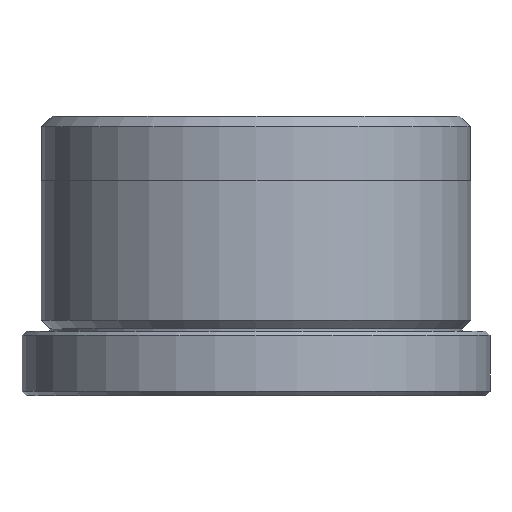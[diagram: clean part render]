
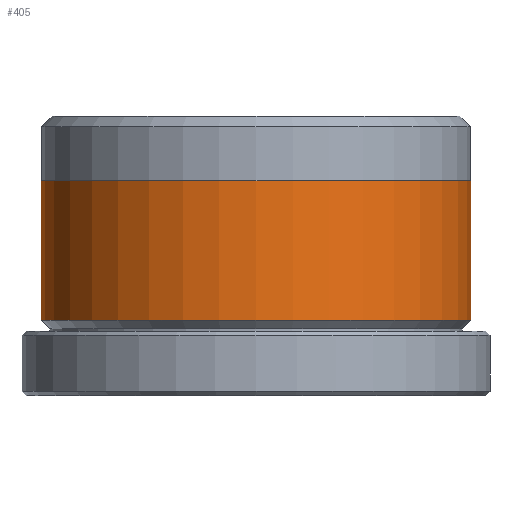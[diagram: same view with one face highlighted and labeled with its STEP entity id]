
A CAD part, front view. The second image highlights one B-rep face of the part: STEP entity #405.
In plain terms, the highlighted cylindrical face has radius 10 mm (diameter 20 mm), a partial arc.
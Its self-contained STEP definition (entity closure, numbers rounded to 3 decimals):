
#61 = DIRECTION ( 'NONE',  ( 1., 0., 0. ) ) ;
#92 = CARTESIAN_POINT ( 'NONE',  ( -10., 0., 13. ) ) ;
#166 = CARTESIAN_POINT ( 'NONE',  ( 10., 0., 3.5 ) ) ;
#241 = AXIS2_PLACEMENT_3D ( 'NONE', #1135, #2293, #61 ) ;
#265 = AXIS2_PLACEMENT_3D ( 'NONE', #1950, #783, #1285 ) ;
#296 = CARTESIAN_POINT ( 'NONE',  ( 10., 0., 13. ) ) ;
#315 = DIRECTION ( 'NONE',  ( 0., 0., -1. ) ) ;
#374 = CIRCLE ( 'NONE', #265, 10. ) ;
#380 = AXIS2_PLACEMENT_3D ( 'NONE', #2284, #2147, #1639 ) ;
#405 = ADVANCED_FACE ( 'NONE', ( #1750 ), #2263, .T. ) ;
#410 = EDGE_CURVE ( 'NONE', #1770, #928, #374, .T. ) ;
#469 = VERTEX_POINT ( 'NONE', #567 ) ;
#472 = ORIENTED_EDGE ( 'NONE', *, *, #2066, .F. ) ;
#543 = VECTOR ( 'NONE', #2236, 1000. ) ;
#567 = CARTESIAN_POINT ( 'NONE',  ( 10., 0., 10. ) ) ;
#717 = EDGE_CURVE ( 'NONE', #2042, #928, #1020, .T. ) ;
#757 = EDGE_LOOP ( 'NONE', ( #472, #1837, #1208, #1472 ) ) ;
#783 = DIRECTION ( 'NONE',  ( 0., 0., -1. ) ) ;
#928 = VERTEX_POINT ( 'NONE', #1637 ) ;
#1020 = LINE ( 'NONE', #92, #543 ) ;
#1135 = CARTESIAN_POINT ( 'NONE',  ( 0., 0., 10. ) ) ;
#1208 = ORIENTED_EDGE ( 'NONE', *, *, #717, .T. ) ;
#1285 = DIRECTION ( 'NONE',  ( -1., 0., 0. ) ) ;
#1333 = CARTESIAN_POINT ( 'NONE',  ( -10., 0., 10. ) ) ;
#1357 = VECTOR ( 'NONE', #315, 1000. ) ;
#1389 = CIRCLE ( 'NONE', #241, 10. ) ;
#1418 = LINE ( 'NONE', #296, #1357 ) ;
#1446 = EDGE_CURVE ( 'NONE', #2042, #469, #1389, .T. ) ;
#1472 = ORIENTED_EDGE ( 'NONE', *, *, #410, .F. ) ;
#1637 = CARTESIAN_POINT ( 'NONE',  ( -10., 0., 3.5 ) ) ;
#1639 = DIRECTION ( 'NONE',  ( -1., 0., 0. ) ) ;
#1750 = FACE_OUTER_BOUND ( 'NONE', #757, .T. ) ;
#1770 = VERTEX_POINT ( 'NONE', #166 ) ;
#1837 = ORIENTED_EDGE ( 'NONE', *, *, #1446, .F. ) ;
#1950 = CARTESIAN_POINT ( 'NONE',  ( 0., 0., 3.5 ) ) ;
#2042 = VERTEX_POINT ( 'NONE', #1333 ) ;
#2066 = EDGE_CURVE ( 'NONE', #469, #1770, #1418, .T. ) ;
#2147 = DIRECTION ( 'NONE',  ( 0., 0., -1. ) ) ;
#2236 = DIRECTION ( 'NONE',  ( 0., 0., -1. ) ) ;
#2263 = CYLINDRICAL_SURFACE ( 'NONE', #380, 10. ) ;
#2284 = CARTESIAN_POINT ( 'NONE',  ( 0., 0., 13. ) ) ;
#2293 = DIRECTION ( 'NONE',  ( 0., 0., 1. ) ) ;
